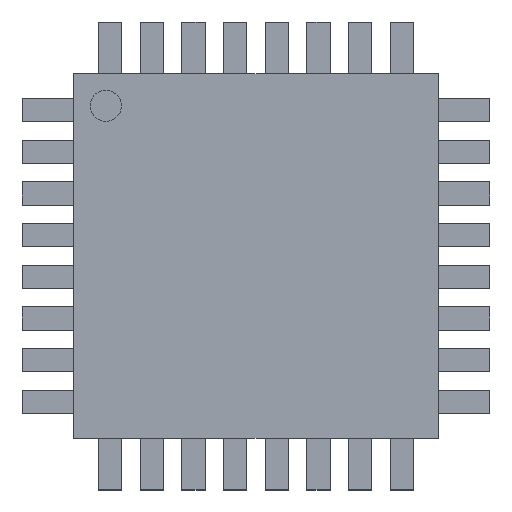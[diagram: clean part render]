
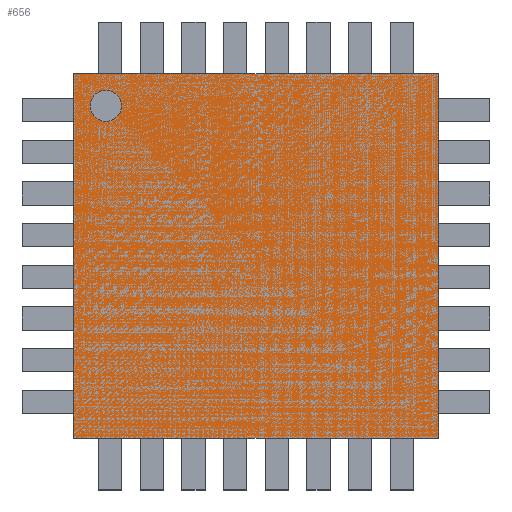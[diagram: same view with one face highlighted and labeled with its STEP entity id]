
A CAD part, top view. The second image highlights one B-rep face of the part: STEP entity #656.
In plain terms, the highlighted planar face has unit normal (0, 0, 1).
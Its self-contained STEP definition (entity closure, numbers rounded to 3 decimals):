
#24 = VERTEX_POINT('',#25);
#25 = CARTESIAN_POINT('',(-3.5,3.5,1.05));
#31 = EDGE_CURVE('',#24,#32,#34,.T.);
#32 = VERTEX_POINT('',#33);
#33 = CARTESIAN_POINT('',(3.5,3.5,1.05));
#34 = LINE('',#35,#36);
#35 = CARTESIAN_POINT('',(-3.5,3.5,1.05));
#36 = VECTOR('',#37,1.);
#37 = DIRECTION('',(1.,0.,0.));
#336 = VERTEX_POINT('',#337);
#337 = CARTESIAN_POINT('',(-3.5,-3.5,1.05));
#343 = EDGE_CURVE('',#336,#24,#344,.T.);
#344 = LINE('',#345,#346);
#345 = CARTESIAN_POINT('',(-3.5,-3.5,1.05));
#346 = VECTOR('',#347,1.);
#347 = DIRECTION('',(0.,1.,0.));
#656 = ADVANCED_FACE('',(#657,#675),#686,.F.);
#657 = FACE_BOUND('',#658,.F.);
#658 = EDGE_LOOP('',(#659,#660,#668,#674));
#659 = ORIENTED_EDGE('',*,*,#31,.T.);
#660 = ORIENTED_EDGE('',*,*,#661,.T.);
#661 = EDGE_CURVE('',#32,#662,#664,.T.);
#662 = VERTEX_POINT('',#663);
#663 = CARTESIAN_POINT('',(3.5,-3.5,1.05));
#664 = LINE('',#665,#666);
#665 = CARTESIAN_POINT('',(3.5,3.5,1.05));
#666 = VECTOR('',#667,1.);
#667 = DIRECTION('',(0.,-1.,0.));
#668 = ORIENTED_EDGE('',*,*,#669,.T.);
#669 = EDGE_CURVE('',#662,#336,#670,.T.);
#670 = LINE('',#671,#672);
#671 = CARTESIAN_POINT('',(3.5,-3.5,1.05));
#672 = VECTOR('',#673,1.);
#673 = DIRECTION('',(-1.,0.,0.));
#674 = ORIENTED_EDGE('',*,*,#343,.T.);
#675 = FACE_BOUND('',#676,.F.);
#676 = EDGE_LOOP('',(#677));
#677 = ORIENTED_EDGE('',*,*,#678,.F.);
#678 = EDGE_CURVE('',#679,#679,#681,.T.);
#679 = VERTEX_POINT('',#680);
#680 = CARTESIAN_POINT('',(-2.58,2.88,1.05));
#681 = CIRCLE('',#682,0.3);
#682 = AXIS2_PLACEMENT_3D('',#683,#684,#685);
#683 = CARTESIAN_POINT('',(-2.88,2.88,1.05));
#684 = DIRECTION('',(0.,0.,-1.));
#685 = DIRECTION('',(1.,0.,0.));
#686 = PLANE('',#687);
#687 = AXIS2_PLACEMENT_3D('',#688,#689,#690);
#688 = CARTESIAN_POINT('',(0.,0.,1.05));
#689 = DIRECTION('',(-0.,-0.,-1.));
#690 = DIRECTION('',(-1.,0.,0.));
